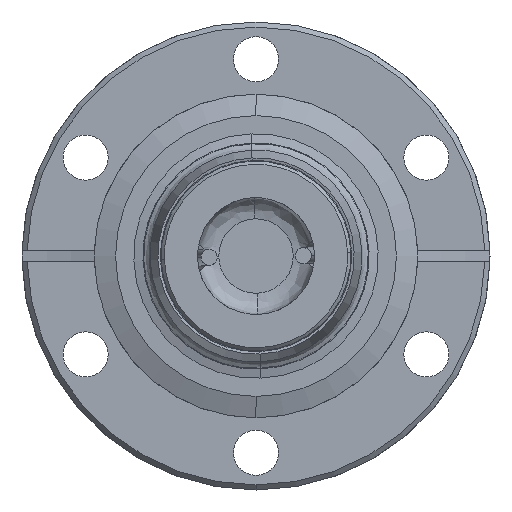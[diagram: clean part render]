
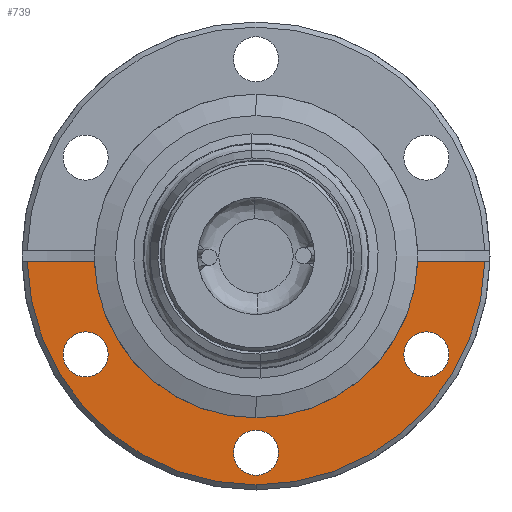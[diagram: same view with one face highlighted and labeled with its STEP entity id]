
A CAD part, front view. The second image highlights one B-rep face of the part: STEP entity #739.
In plain terms, the highlighted planar face has unit normal (0, -1, 0).
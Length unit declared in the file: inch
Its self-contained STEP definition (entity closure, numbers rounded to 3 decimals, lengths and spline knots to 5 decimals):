
#739 = ADVANCED_FACE ( 'NONE', ( #10488, #10485, #10635, #10487 ), #6431, .T. ) ;
#926 = AXIS2_PLACEMENT_3D ( 'NONE', #9762, #9763, #9764 ) ;
#935 = AXIS2_PLACEMENT_3D ( 'NONE', #9817, #9819, #9820 ) ;
#1406 = ORIENTED_EDGE ( 'NONE', *, *, #6876, .F. ) ;
#2529 = VERTEX_POINT ( 'NONE', #2942 ) ;
#2735 = VERTEX_POINT ( 'NONE', #3048 ) ;
#2942 = CARTESIAN_POINT ( 'NONE',  ( -0.95049, 0.65226, -0.031 ) ) ;
#3048 = CARTESIAN_POINT ( 'NONE',  ( -1.34464, 0.65226, -0.031 ) ) ;
#4054 = CARTESIAN_POINT ( 'NONE',  ( 0., 0.65226, -1.0235 ) ) ;
#4062 = CARTESIAN_POINT ( 'NONE',  ( -1.00113, 0.65226, -0.4455 ) ) ;
#4116 = CARTESIAN_POINT ( 'NONE',  ( 1.00113, 0.65226, -0.4455 ) ) ;
#4120 = CARTESIAN_POINT ( 'NONE',  ( 0., 0.65226, -1.2885 ) ) ;
#4172 = CARTESIAN_POINT ( 'NONE',  ( 0., 0.65226, -0.951 ) ) ;
#4192 = CARTESIAN_POINT ( 'NONE',  ( 1.00113, 0.65226, -0.7105 ) ) ;
#4206 = CARTESIAN_POINT ( 'NONE',  ( 0., 0.65226, -1.345 ) ) ;
#4218 = CARTESIAN_POINT ( 'NONE',  ( -1.00113, 0.65226, -0.7105 ) ) ;
#4221 = CARTESIAN_POINT ( 'NONE',  ( 1.34464, 0.65226, -0.031 ) ) ;
#4223 = CARTESIAN_POINT ( 'NONE',  ( 0.95049, 0.65226, -0.031 ) ) ;
#4840 = CARTESIAN_POINT ( 'NONE',  ( 0., 0.65226, 0. ) ) ;
#4841 = DIRECTION ( 'NONE',  ( 0., -1., 0. ) ) ;
#4842 = DIRECTION ( 'NONE',  ( 0., 0., 1. ) ) ;
#4845 = CARTESIAN_POINT ( 'NONE',  ( 1.00113, 0.65226, -0.578 ) ) ;
#4846 = DIRECTION ( 'NONE',  ( 0., -1., 0. ) ) ;
#4847 = DIRECTION ( 'NONE',  ( -0.866, 0., 0.5 ) ) ;
#4848 = CARTESIAN_POINT ( 'NONE',  ( -1.00113, 0.65226, -0.578 ) ) ;
#4849 = DIRECTION ( 'NONE',  ( 0., -1., 0. ) ) ;
#4850 = DIRECTION ( 'NONE',  ( 0.866, 0., 0.5 ) ) ;
#4851 = CARTESIAN_POINT ( 'NONE',  ( 1.345, 0.65226, -0.031 ) ) ;
#4852 = DIRECTION ( 'NONE',  ( -1., 0., 0. ) ) ;
#4853 = CARTESIAN_POINT ( 'NONE',  ( 0., 0.65226, -1.156 ) ) ;
#4854 = DIRECTION ( 'NONE',  ( 0., -1., 0. ) ) ;
#4855 = DIRECTION ( 'NONE',  ( 0., 0., 1. ) ) ;
#4858 = CARTESIAN_POINT ( 'NONE',  ( 0., 0.65226, 0. ) ) ;
#4859 = DIRECTION ( 'NONE',  ( 0., -1., 0. ) ) ;
#4860 = DIRECTION ( 'NONE',  ( 0., 0., 1. ) ) ;
#4861 = CARTESIAN_POINT ( 'NONE',  ( 1.345, 0.65226, -0.031 ) ) ;
#4862 = DIRECTION ( 'NONE',  ( 1., 0., 0. ) ) ;
#4912 = CIRCLE ( 'NONE', #9949, 0.1325 ) ;
#4918 = CIRCLE ( 'NONE', #9953, 0.951 ) ;
#5481 = CIRCLE ( 'NONE', #10138, 0.1325 ) ;
#5501 = CIRCLE ( 'NONE', #10136, 1.345 ) ;
#5502 = CIRCLE ( 'NONE', #10137, 0.1325 ) ;
#5503 = CIRCLE ( 'NONE', #10139, 0.1325 ) ;
#5505 = CIRCLE ( 'NONE', #10140, 0.951 ) ;
#5506 = LINE ( 'NONE', #4851, #5508 ) ;
#5507 = LINE ( 'NONE', #4861, #5510 ) ;
#5508 = VECTOR ( 'NONE', #4852, 39.37008 ) ;
#5510 = VECTOR ( 'NONE', #4862, 39.37008 ) ;
#6061 = CARTESIAN_POINT ( 'NONE',  ( 0., 0.65226, 0. ) ) ;
#6062 = DIRECTION ( 'NONE',  ( 0., -1., 0. ) ) ;
#6063 = DIRECTION ( 'NONE',  ( 0., 0., 1. ) ) ;
#6088 = CARTESIAN_POINT ( 'NONE',  ( 1.00113, 0.65226, -0.578 ) ) ;
#6089 = DIRECTION ( 'NONE',  ( 0., -1., 0. ) ) ;
#6090 = DIRECTION ( 'NONE',  ( -0.866, 0., 0.5 ) ) ;
#6102 = CARTESIAN_POINT ( 'NONE',  ( 0., 0.65226, 0. ) ) ;
#6103 = DIRECTION ( 'NONE',  ( 0., -1., 0. ) ) ;
#6104 = DIRECTION ( 'NONE',  ( 0., 0., 1. ) ) ;
#6425 = DIRECTION ( 'NONE',  ( 0., -1., 0. ) ) ;
#6430 = CARTESIAN_POINT ( 'NONE',  ( 1.345, 0.65226, 0. ) ) ;
#6431 = PLANE ( 'NONE',  #8484 ) ;
#6432 = DIRECTION ( 'NONE',  ( 0., 0., 1. ) ) ;
#6611 = EDGE_CURVE ( 'NONE', #9169, #9051, #7334, .T. ) ;
#6630 = EDGE_CURVE ( 'NONE', #9506, #9060, #7246, .T. ) ;
#6860 = EDGE_CURVE ( 'NONE', #9259, #9298, #8995, .T. ) ;
#6871 = EDGE_CURVE ( 'NONE', #9244, #9165, #4912, .T. ) ;
#6876 = EDGE_CURVE ( 'NONE', #9223, #9305, #4918, .T. ) ;
#7246 = CIRCLE ( 'NONE', #935, 0.1325 ) ;
#7334 = CIRCLE ( 'NONE', #926, 0.1325 ) ;
#8484 = AXIS2_PLACEMENT_3D ( 'NONE', #6430, #6425, #6432 ) ;
#8888 = EDGE_CURVE ( 'NONE', #2735, #9259, #5501, .T. ) ;
#8890 = EDGE_CURVE ( 'NONE', #9165, #9244, #5502, .T. ) ;
#8891 = EDGE_CURVE ( 'NONE', #9060, #9506, #5481, .T. ) ;
#8892 = EDGE_CURVE ( 'NONE', #9051, #9169, #5503, .T. ) ;
#8893 = EDGE_CURVE ( 'NONE', #2529, #9223, #5505, .T. ) ;
#8894 = EDGE_CURVE ( 'NONE', #2529, #2735, #5506, .T. ) ;
#8895 = EDGE_CURVE ( 'NONE', #9305, #9298, #5507, .T. ) ;
#8995 = CIRCLE ( 'NONE', #9945, 1.345 ) ;
#9049 = EDGE_LOOP ( 'NONE', ( #9220, #9510 ) ) ;
#9051 = VERTEX_POINT ( 'NONE', #4054 ) ;
#9060 = VERTEX_POINT ( 'NONE', #4062 ) ;
#9165 = VERTEX_POINT ( 'NONE', #4116 ) ;
#9169 = VERTEX_POINT ( 'NONE', #4120 ) ;
#9220 = ORIENTED_EDGE ( 'NONE', *, *, #8891, .F. ) ;
#9223 = VERTEX_POINT ( 'NONE', #4172 ) ;
#9244 = VERTEX_POINT ( 'NONE', #4192 ) ;
#9259 = VERTEX_POINT ( 'NONE', #4206 ) ;
#9267 = EDGE_LOOP ( 'NONE', ( #9512, #9276 ) ) ;
#9272 = ORIENTED_EDGE ( 'NONE', *, *, #6871, .F. ) ;
#9273 = ORIENTED_EDGE ( 'NONE', *, *, #8888, .T. ) ;
#9274 = ORIENTED_EDGE ( 'NONE', *, *, #8894, .T. ) ;
#9275 = ORIENTED_EDGE ( 'NONE', *, *, #8893, .F. ) ;
#9276 = ORIENTED_EDGE ( 'NONE', *, *, #6611, .F. ) ;
#9279 = ORIENTED_EDGE ( 'NONE', *, *, #8895, .F. ) ;
#9280 = ORIENTED_EDGE ( 'NONE', *, *, #6860, .T. ) ;
#9294 = EDGE_LOOP ( 'NONE', ( #9516, #9272 ) ) ;
#9298 = VERTEX_POINT ( 'NONE', #4221 ) ;
#9304 = EDGE_LOOP ( 'NONE', ( #9275, #9274, #9273, #9280, #9279, #1406 ) ) ;
#9305 = VERTEX_POINT ( 'NONE', #4223 ) ;
#9506 = VERTEX_POINT ( 'NONE', #4218 ) ;
#9510 = ORIENTED_EDGE ( 'NONE', *, *, #6630, .F. ) ;
#9512 = ORIENTED_EDGE ( 'NONE', *, *, #8892, .F. ) ;
#9516 = ORIENTED_EDGE ( 'NONE', *, *, #8890, .F. ) ;
#9762 = CARTESIAN_POINT ( 'NONE',  ( 0., 0.65226, -1.156 ) ) ;
#9763 = DIRECTION ( 'NONE',  ( 0., -1., 0. ) ) ;
#9764 = DIRECTION ( 'NONE',  ( 0., 0., 1. ) ) ;
#9817 = CARTESIAN_POINT ( 'NONE',  ( -1.00113, 0.65226, -0.578 ) ) ;
#9819 = DIRECTION ( 'NONE',  ( 0., -1., 0. ) ) ;
#9820 = DIRECTION ( 'NONE',  ( 0.866, 0., 0.5 ) ) ;
#9945 = AXIS2_PLACEMENT_3D ( 'NONE', #6061, #6062, #6063 ) ;
#9949 = AXIS2_PLACEMENT_3D ( 'NONE', #6088, #6089, #6090 ) ;
#9953 = AXIS2_PLACEMENT_3D ( 'NONE', #6102, #6103, #6104 ) ;
#10136 = AXIS2_PLACEMENT_3D ( 'NONE', #4840, #4841, #4842 ) ;
#10137 = AXIS2_PLACEMENT_3D ( 'NONE', #4845, #4846, #4847 ) ;
#10138 = AXIS2_PLACEMENT_3D ( 'NONE', #4848, #4849, #4850 ) ;
#10139 = AXIS2_PLACEMENT_3D ( 'NONE', #4853, #4854, #4855 ) ;
#10140 = AXIS2_PLACEMENT_3D ( 'NONE', #4858, #4859, #4860 ) ;
#10485 = FACE_BOUND ( 'NONE', #9049, .T. ) ;
#10487 = FACE_OUTER_BOUND ( 'NONE', #9304, .T. ) ;
#10488 = FACE_BOUND ( 'NONE', #9294, .T. ) ;
#10635 = FACE_BOUND ( 'NONE', #9267, .T. ) ;
